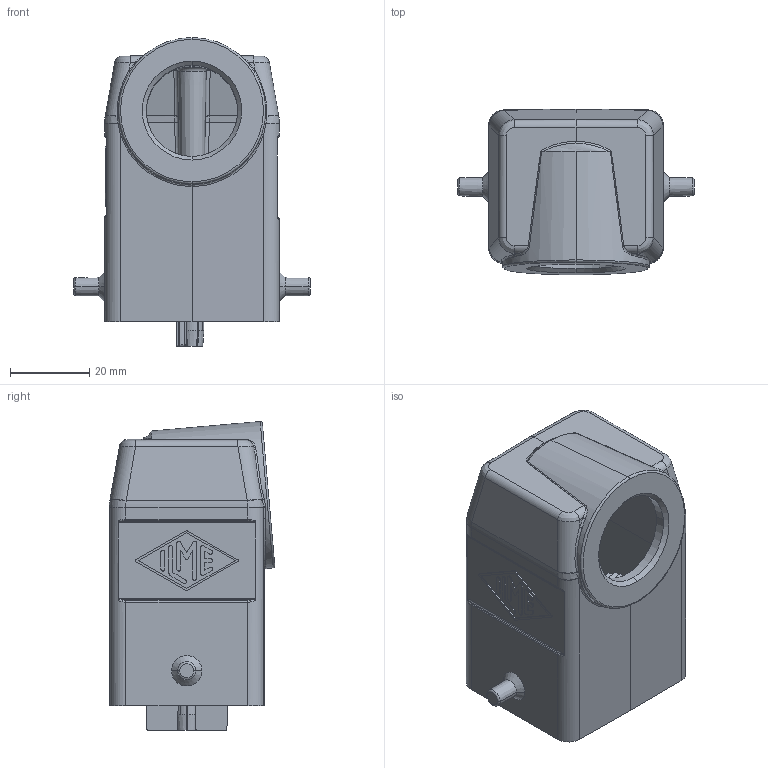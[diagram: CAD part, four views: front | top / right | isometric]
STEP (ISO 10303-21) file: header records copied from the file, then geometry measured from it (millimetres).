
FILE_DESCRIPTION(('Creo Elements/Direct Modeling STEP Export'),'2;1');
FILE_NAME('37jbk2e5pomtrko3924','2023-03-17T13:55:29',(''),(''),'Creo Elements/Direct Modeling STEP processor for AP214 (Solid Model)','Creo Elements/Direct Modeling 20.1B 02-Apr-2019 (C) Parametric Technology GmbH','');
FILE_SCHEMA(('AUTOMOTIVE_DESIGN { 1 0 10303 214 1 1 1 1 }'));
Products named in the file (2): MXA 02 O25
Assembly tree (1 placements, depth 2):
  MXA 02 O25
    MXA 02 O25
Bounding box: 59.5 x 41.66 x 77.77 mm (x, y, z)
Volume: 32507.3 mm3; surface area: 30644.5 mm2
Topology: 1 solids, 19 shells, 1446 faces, 3888 edges, 2501 vertices
Faces by surface type: plane 613, cylinder 301, cone 246, bspline 240, torus 44, sphere 2
Entity records: 100578 total; most frequent: CARTESIAN_POINT 56836, ORIENTED_EDGE 7762, DIRECTION 5245, EDGE_CURVE 3877, VERTEX_POINT 2501, VECTOR 2075, LINE 2075, AXIS2_PLACEMENT_3D 1585
